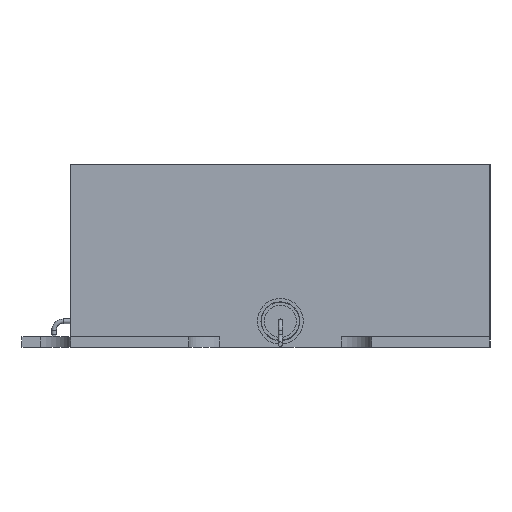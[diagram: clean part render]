
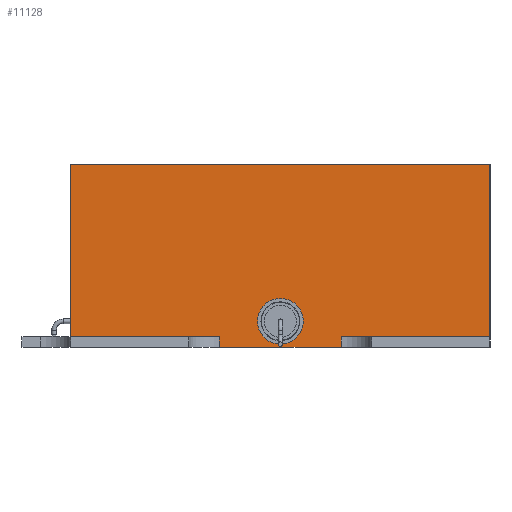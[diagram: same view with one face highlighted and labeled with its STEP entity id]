
A CAD part, left-side view. The second image highlights one B-rep face of the part: STEP entity #11128.
In plain terms, the highlighted planar face has unit normal (-1, 0, 0).
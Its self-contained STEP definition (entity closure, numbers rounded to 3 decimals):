
#11128=ADVANCED_FACE('',(#30779,#30781),#30783,.T.);
#30779=FACE_BOUND('',#30780,.T.);
#30780=EDGE_LOOP('',(#37690,#37691,#37692,#37693,#37694,#37695,#37696,#37697));
#30781=FACE_BOUND('',#30782,.T.);
#30782=EDGE_LOOP('',(#37698));
#30783=PLANE('',#30784);
#30784=AXIS2_PLACEMENT_3D('',#30785,#30786,#30787);
#30785=CARTESIAN_POINT('',(-37.7,0.,12.));
#30786=DIRECTION('',(-1.,0.,0.));
#30787=DIRECTION('',(0.,0.,1.));
#37690=ORIENTED_EDGE('',*,*,#41234,.F.);
#37691=ORIENTED_EDGE('',*,*,#41235,.T.);
#37692=ORIENTED_EDGE('',*,*,#41236,.F.);
#37693=ORIENTED_EDGE('',*,*,#41237,.T.);
#37694=ORIENTED_EDGE('',*,*,#41162,.T.);
#37695=ORIENTED_EDGE('',*,*,#41226,.F.);
#37696=ORIENTED_EDGE('',*,*,#41238,.F.);
#37697=ORIENTED_EDGE('',*,*,#41239,.T.);
#37698=ORIENTED_EDGE('',*,*,#41125,.F.);
#41125=EDGE_CURVE('',#46669,#46669,#46670,.T.);
#41162=EDGE_CURVE('',#46731,#46732,#46733,.T.);
#41226=EDGE_CURVE('',#46850,#46732,#46852,.T.);
#41234=EDGE_CURVE('',#46864,#46865,#46866,.T.);
#41235=EDGE_CURVE('',#46864,#46867,#46868,.T.);
#41236=EDGE_CURVE('',#46869,#46867,#46870,.T.);
#41237=EDGE_CURVE('',#46869,#46731,#46871,.T.);
#41238=EDGE_CURVE('',#46872,#46850,#46873,.T.);
#41239=EDGE_CURVE('',#46872,#46865,#46874,.T.);
#46669=VERTEX_POINT('',#97136);
#46670=CIRCLE('',#97137,1.5);
#46731=VERTEX_POINT('',#97291);
#46732=VERTEX_POINT('',#97292);
#46733=LINE('',#97293,#97294);
#46850=VERTEX_POINT('',#97540);
#46852=LINE('',#97544,#97545);
#46864=VERTEX_POINT('',#97572);
#46865=VERTEX_POINT('',#97573);
#46866=LINE('',#97574,#97575);
#46867=VERTEX_POINT('',#97577);
#46868=LINE('',#97578,#97579);
#46869=VERTEX_POINT('',#97581);
#46870=LINE('',#97582,#97583);
#46871=LINE('',#97585,#97586);
#46872=VERTEX_POINT('',#97588);
#46873=LINE('',#97589,#97590);
#46874=LINE('',#97592,#97593);
#97136=CARTESIAN_POINT('',(-37.7,0.,3.22));
#97137=AXIS2_PLACEMENT_3D('',#97138,#97139,#97140);
#97138=CARTESIAN_POINT('',(-37.7,0.,1.72));
#97139=DIRECTION('',(-1.,0.,0.));
#97140=DIRECTION('',(0.,0.,-1.));
#97291=CARTESIAN_POINT('',(-37.7,-13.75,12.));
#97292=CARTESIAN_POINT('',(-37.7,13.75,12.));
#97293=CARTESIAN_POINT('',(-37.7,-13.75,12.));
#97294=VECTOR('',#97295,1.);
#97295=DIRECTION('',(0.,1.,0.));
#97540=CARTESIAN_POINT('',(-37.7,13.75,0.7));
#97544=CARTESIAN_POINT('',(-37.7,13.75,0.7));
#97545=VECTOR('',#97546,1.);
#97546=DIRECTION('',(0.,0.,1.));
#97572=CARTESIAN_POINT('',(-37.7,-4.,0.));
#97573=CARTESIAN_POINT('',(-37.7,4.,0.));
#97574=CARTESIAN_POINT('',(-37.7,-4.,0.));
#97575=VECTOR('',#97576,1.);
#97576=DIRECTION('',(0.,1.,0.));
#97577=CARTESIAN_POINT('',(-37.7,-4.,0.7));
#97578=CARTESIAN_POINT('',(-37.7,-4.,0.));
#97579=VECTOR('',#97580,1.);
#97580=DIRECTION('',(0.,0.,1.));
#97581=CARTESIAN_POINT('',(-37.7,-13.75,0.7));
#97582=CARTESIAN_POINT('',(-37.7,-13.75,0.7));
#97583=VECTOR('',#97584,1.);
#97584=DIRECTION('',(0.,1.,0.));
#97585=CARTESIAN_POINT('',(-37.7,-13.75,0.7));
#97586=VECTOR('',#97587,1.);
#97587=DIRECTION('',(0.,0.,1.));
#97588=CARTESIAN_POINT('',(-37.7,4.,0.7));
#97589=CARTESIAN_POINT('',(-37.7,4.,0.7));
#97590=VECTOR('',#97591,1.);
#97591=DIRECTION('',(0.,1.,0.));
#97592=CARTESIAN_POINT('',(-37.7,4.,0.7));
#97593=VECTOR('',#97594,1.);
#97594=DIRECTION('',(0.,0.,-1.));
